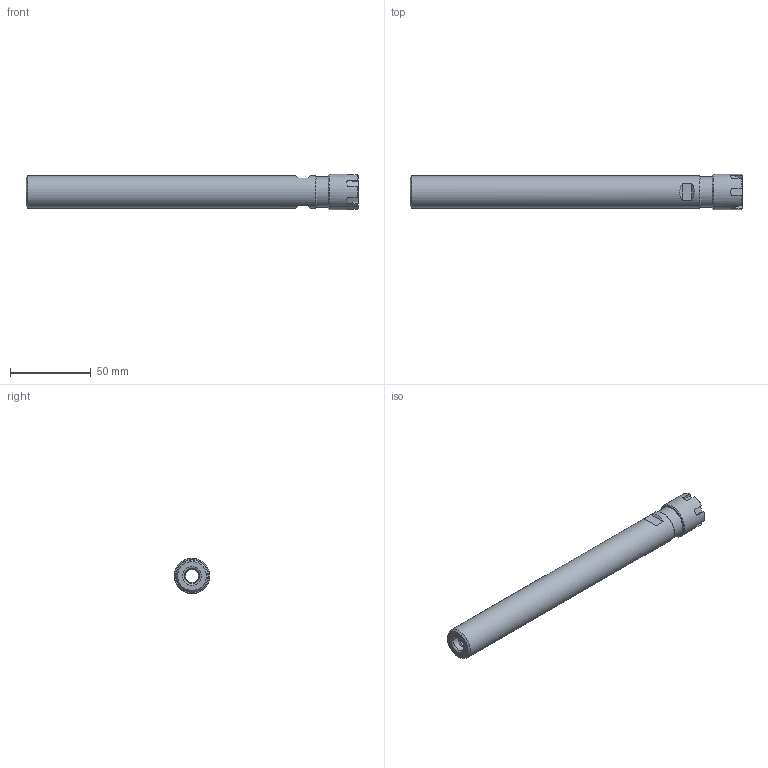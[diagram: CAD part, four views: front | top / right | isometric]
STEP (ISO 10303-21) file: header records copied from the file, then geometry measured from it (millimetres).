
FILE_DESCRIPTION(/* description */ (''),/* implementation_level */ '2;1');
FILE_NAME(/* name */ 'C20-ER16M-180.stp',/* time_stamp */ '2023-03-31T10:54:20+08:00',/* author */ ('Administrator'),/* organization */ (''),/* preprocessor_version */ 'ST-DEVELOPER v18.1',/* originating_system */ 'Autodesk Inventor 2022',/* authorisation */ '');
FILE_SCHEMA (('AUTOMOTIVE_DESIGN { 1 0 10303 214 3 1 1 }'));
Length unit declared in the file: millimetre
Products named in the file (3): C20-ER16M-180; C20-ER16M-180_1; 351600000
Assembly tree (2 placements, depth 2):
  C20-ER16M-180
    C20-ER16M-180_1
    351600000
Bounding box: 206.1 x 22 x 22 mm (x, y, z)
Volume: 51086.1 mm3; surface area: 20654.6 mm2
Topology: 2 solids, 2 shells, 61 faces, 149 edges, 96 vertices
Faces by surface type: plane 30, cone 16, cylinder 11, torus 4
Full cylindrical faces by diameter (mm): 8 x1, 8.5 x1, 9.5 x1, 10.5 x1, 12.8 x1, 17 x1, 17.917 x1, 19 x1, 19.3 x1, 20 x1, 22 x1
Entity records: 1944 total; most frequent: CARTESIAN_POINT 347, DIRECTION 335, ORIENTED_EDGE 298, EDGE_CURVE 149, AXIS2_PLACEMENT_3D 132, VERTEX_POINT 96, LINE 71, VECTOR 71
